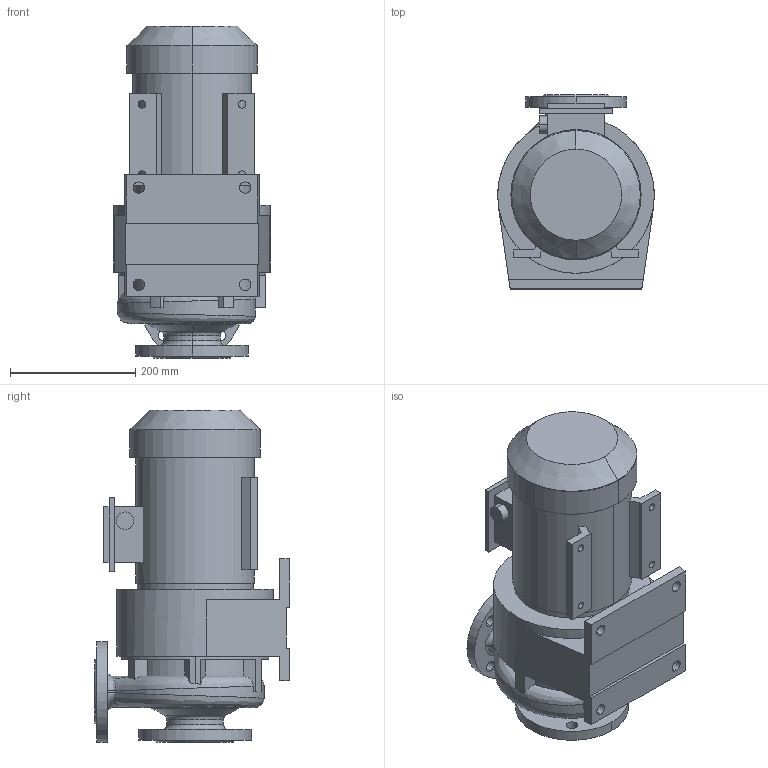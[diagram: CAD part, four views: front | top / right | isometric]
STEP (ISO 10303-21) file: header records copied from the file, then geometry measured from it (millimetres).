
FILE_DESCRIPTION (( 'STEP AP214' ), '1' );
FILE_NAME ('帎65-50-160趌2.STEP', '2012-04-23T06:54:54', ( 'adb' ), ( '' ), 'SwSTEP 2.0', 'SolidWorks 2012', '' );
FILE_SCHEMA (( 'AUTOMOTIVE_DESIGN' ));
Length unit declared in the file: millimetre
Products named in the file (1): 帎65-50-160趌2
Bounding box: 250 x 310 x 529.6 mm (x, y, z)
Volume: 18886630 mm3; surface area: 796507.6 mm2
Topology: 1 solids, 2 shells, 195 faces, 526 edges, 345 vertices
Faces by surface type: plane 90, cylinder 75, bspline 14, cone 10, torus 6
Entity records: 12008 total; most frequent: CARTESIAN_POINT 4867, ORIENTED_EDGE 1052, DIRECTION 1021, EDGE_CURVE 526, AXIS2_PLACEMENT_3D 383, VERTEX_POINT 345, LINE 255, VECTOR 255
